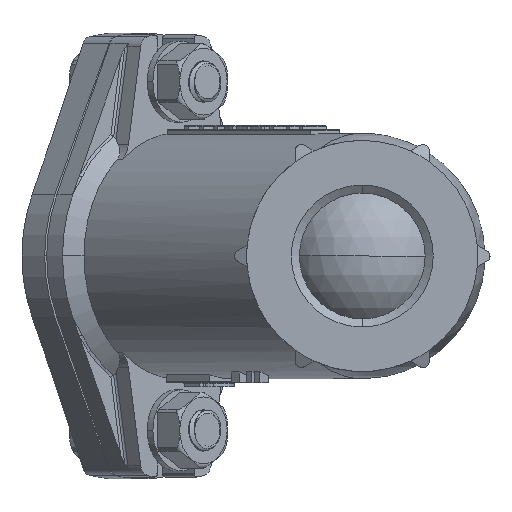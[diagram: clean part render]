
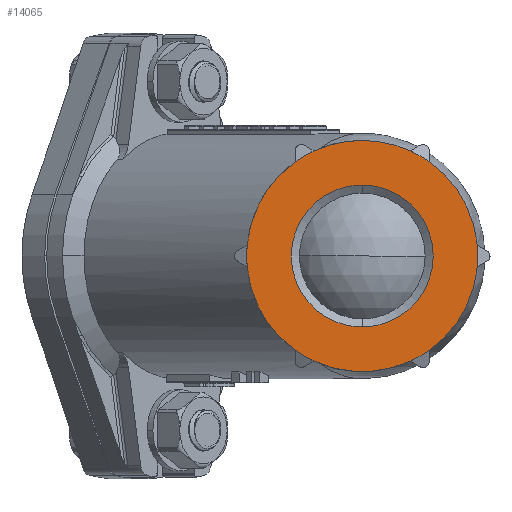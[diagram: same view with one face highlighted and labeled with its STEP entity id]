
A CAD part, left-side view. The second image highlights one B-rep face of the part: STEP entity #14065.
In plain terms, the highlighted planar face has unit normal (-1, 0, 0).
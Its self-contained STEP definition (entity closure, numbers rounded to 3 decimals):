
#110 = CARTESIAN_POINT ( 'NONE',  ( 0., 16.5, -23.238 ) ) ;
#205 = CARTESIAN_POINT ( 'NONE',  ( 0., -16.5, -23.238 ) ) ;
#297 = CARTESIAN_POINT ( 'NONE',  ( 0., 0., 28.5 ) ) ;
#349 = AXIS2_PLACEMENT_3D ( 'NONE', #19562, #28880, #22038 ) ;
#544 = EDGE_CURVE ( 'NONE', #14749, #26445, #12972, .T. ) ;
#736 = ORIENTED_EDGE ( 'NONE', *, *, #4275, .T. ) ;
#1043 = CIRCLE ( 'NONE', #19443, 28.5 ) ;
#1093 = DIRECTION ( 'NONE',  ( -1., 0., 0. ) ) ;
#1397 = DIRECTION ( 'NONE',  ( 0., 0., 1. ) ) ;
#1987 = DIRECTION ( 'NONE',  ( 0., 0., 1. ) ) ;
#2266 = CARTESIAN_POINT ( 'NONE',  ( 0., -11.875, -25.908 ) ) ;
#2333 = AXIS2_PLACEMENT_3D ( 'NONE', #6192, #3943, #23127 ) ;
#2441 = EDGE_CURVE ( 'NONE', #23937, #11311, #28855, .T. ) ;
#2605 = CARTESIAN_POINT ( 'NONE',  ( 0., 0., 17.5 ) ) ;
#2731 = EDGE_CURVE ( 'NONE', #13772, #19584, #28850, .T. ) ;
#2752 = DIRECTION ( 'NONE',  ( 0., 0., 1. ) ) ;
#3107 = AXIS2_PLACEMENT_3D ( 'NONE', #3423, #30077, #22414 ) ;
#3201 = AXIS2_PLACEMENT_3D ( 'NONE', #10937, #3522, #20929 ) ;
#3423 = CARTESIAN_POINT ( 'NONE',  ( 0., 0., 0. ) ) ;
#3522 = DIRECTION ( 'NONE',  ( -1., 0., 0. ) ) ;
#3534 = CIRCLE ( 'NONE', #3107, 28.5 ) ;
#3747 = ORIENTED_EDGE ( 'NONE', *, *, #11233, .T. ) ;
#3782 = ORIENTED_EDGE ( 'NONE', *, *, #8047, .T. ) ;
#3943 = DIRECTION ( 'NONE',  ( -1., 0., 0. ) ) ;
#4036 = CARTESIAN_POINT ( 'NONE',  ( 0., 0., 0. ) ) ;
#4274 = CIRCLE ( 'NONE', #16308, 28.5 ) ;
#4275 = EDGE_CURVE ( 'NONE', #10637, #5939, #30686, .T. ) ;
#4383 = CARTESIAN_POINT ( 'NONE',  ( 0., -11.875, 25.908 ) ) ;
#4429 = CIRCLE ( 'NONE', #7701, 28.5 ) ;
#4702 = CIRCLE ( 'NONE', #2333, 28.5 ) ;
#4820 = FACE_BOUND ( 'NONE', #30732, .T. ) ;
#5306 = DIRECTION ( 'NONE',  ( -1., 0., 0. ) ) ;
#5731 = DIRECTION ( 'NONE',  ( 0., 0., 1. ) ) ;
#5939 = VERTEX_POINT ( 'NONE', #12126 ) ;
#6192 = CARTESIAN_POINT ( 'NONE',  ( 0., 0., 0. ) ) ;
#6288 = EDGE_CURVE ( 'NONE', #18971, #16597, #28731, .T. ) ;
#6321 = CIRCLE ( 'NONE', #349, 28.5 ) ;
#6597 = CARTESIAN_POINT ( 'NONE',  ( 0., 0., 0. ) ) ;
#6882 = CARTESIAN_POINT ( 'NONE',  ( 0., 0., 0. ) ) ;
#7056 = ORIENTED_EDGE ( 'NONE', *, *, #14387, .F. ) ;
#7230 = EDGE_CURVE ( 'NONE', #16846, #28841, #23424, .T. ) ;
#7673 = CARTESIAN_POINT ( 'NONE',  ( 0., -28.375, -2.67 ) ) ;
#7701 = AXIS2_PLACEMENT_3D ( 'NONE', #13575, #1093, #15934 ) ;
#7951 = VERTEX_POINT ( 'NONE', #19808 ) ;
#8047 = EDGE_CURVE ( 'NONE', #26445, #18971, #1043, .T. ) ;
#8578 = CARTESIAN_POINT ( 'NONE',  ( 0., 0., 0. ) ) ;
#8814 = PLANE ( 'NONE',  #20058 ) ;
#8906 = CARTESIAN_POINT ( 'NONE',  ( 0., 0., 0. ) ) ;
#9487 = EDGE_LOOP ( 'NONE', ( #22936, #20702, #17344, #30625, #28543, #3782, #28371, #18870, #28282, #736, #3747, #27858, #22980 ) ) ;
#9922 = CIRCLE ( 'NONE', #14298, 28.5 ) ;
#10637 = VERTEX_POINT ( 'NONE', #13754 ) ;
#10826 = DIRECTION ( 'NONE',  ( -1., 0., 0. ) ) ;
#10937 = CARTESIAN_POINT ( 'NONE',  ( 0., 0., 0. ) ) ;
#11233 = EDGE_CURVE ( 'NONE', #5939, #13772, #4702, .T. ) ;
#11311 = VERTEX_POINT ( 'NONE', #30618 ) ;
#12126 = CARTESIAN_POINT ( 'NONE',  ( 0., -16.5, 23.238 ) ) ;
#12228 = AXIS2_PLACEMENT_3D ( 'NONE', #6597, #21323, #23516 ) ;
#12972 = CIRCLE ( 'NONE', #18063, 28.5 ) ;
#13290 = CIRCLE ( 'NONE', #22668, 28.5 ) ;
#13575 = CARTESIAN_POINT ( 'NONE',  ( 0., 0., 0. ) ) ;
#13754 = CARTESIAN_POINT ( 'NONE',  ( 0., -28.375, 2.67 ) ) ;
#13772 = VERTEX_POINT ( 'NONE', #4383 ) ;
#13995 = DIRECTION ( 'NONE',  ( 0., 0., 1. ) ) ;
#14065 = ADVANCED_FACE ( 'NONE', ( #16927, #4820 ), #8814, .T. ) ;
#14298 = AXIS2_PLACEMENT_3D ( 'NONE', #8578, #25489, #26116 ) ;
#14379 = EDGE_CURVE ( 'NONE', #17405, #10637, #4429, .T. ) ;
#14387 = EDGE_CURVE ( 'NONE', #11311, #23937, #25639, .T. ) ;
#14749 = VERTEX_POINT ( 'NONE', #110 ) ;
#15934 = DIRECTION ( 'NONE',  ( 0., 0., 1. ) ) ;
#16094 = DIRECTION ( 'NONE',  ( -1., 0., 0. ) ) ;
#16231 = CARTESIAN_POINT ( 'NONE',  ( 0., -17.5, 0. ) ) ;
#16308 = AXIS2_PLACEMENT_3D ( 'NONE', #6882, #24126, #1987 ) ;
#16597 = VERTEX_POINT ( 'NONE', #205 ) ;
#16846 = VERTEX_POINT ( 'NONE', #25822 ) ;
#16927 = FACE_OUTER_BOUND ( 'NONE', #9487, .T. ) ;
#17098 = EDGE_CURVE ( 'NONE', #7951, #25413, #3534, .T. ) ;
#17259 = DIRECTION ( 'NONE',  ( -1., 0., 0. ) ) ;
#17344 = ORIENTED_EDGE ( 'NONE', *, *, #17098, .T. ) ;
#17405 = VERTEX_POINT ( 'NONE', #7673 ) ;
#17556 = DIRECTION ( 'NONE',  ( -1., 0., 0. ) ) ;
#18063 = AXIS2_PLACEMENT_3D ( 'NONE', #29720, #17259, #2752 ) ;
#18279 = EDGE_CURVE ( 'NONE', #25413, #14749, #9922, .T. ) ;
#18332 = ORIENTED_EDGE ( 'NONE', *, *, #2441, .F. ) ;
#18870 = ORIENTED_EDGE ( 'NONE', *, *, #19247, .T. ) ;
#18971 = VERTEX_POINT ( 'NONE', #2266 ) ;
#19247 = EDGE_CURVE ( 'NONE', #16597, #17405, #13290, .T. ) ;
#19443 = AXIS2_PLACEMENT_3D ( 'NONE', #20243, #5306, #5731 ) ;
#19562 = CARTESIAN_POINT ( 'NONE',  ( 0., 0., 0. ) ) ;
#19584 = VERTEX_POINT ( 'NONE', #297 ) ;
#19808 = CARTESIAN_POINT ( 'NONE',  ( 0., 28.375, 2.67 ) ) ;
#20058 = AXIS2_PLACEMENT_3D ( 'NONE', #16231, #23646, #1397 ) ;
#20243 = CARTESIAN_POINT ( 'NONE',  ( 0., 0., 0. ) ) ;
#20405 = CARTESIAN_POINT ( 'NONE',  ( 0., 11.875, -25.908 ) ) ;
#20702 = ORIENTED_EDGE ( 'NONE', *, *, #27425, .T. ) ;
#20929 = DIRECTION ( 'NONE',  ( 0., 0., 1. ) ) ;
#21323 = DIRECTION ( 'NONE',  ( -1., 0., 0. ) ) ;
#22038 = DIRECTION ( 'NONE',  ( 0., 0., 1. ) ) ;
#22086 = AXIS2_PLACEMENT_3D ( 'NONE', #31140, #30928, #13995 ) ;
#22154 = DIRECTION ( 'NONE',  ( 0., 0., 1. ) ) ;
#22414 = DIRECTION ( 'NONE',  ( 0., 0., 1. ) ) ;
#22568 = EDGE_CURVE ( 'NONE', #19584, #16846, #4274, .T. ) ;
#22668 = AXIS2_PLACEMENT_3D ( 'NONE', #4036, #10826, #30613 ) ;
#22936 = ORIENTED_EDGE ( 'NONE', *, *, #7230, .T. ) ;
#22980 = ORIENTED_EDGE ( 'NONE', *, *, #22568, .T. ) ;
#23127 = DIRECTION ( 'NONE',  ( 0., 0., 1. ) ) ;
#23410 = AXIS2_PLACEMENT_3D ( 'NONE', #24664, #17556, #22154 ) ;
#23424 = CIRCLE ( 'NONE', #26720, 28.5 ) ;
#23516 = DIRECTION ( 'NONE',  ( 0., 0., 1. ) ) ;
#23646 = DIRECTION ( 'NONE',  ( -1., 0., 0. ) ) ;
#23937 = VERTEX_POINT ( 'NONE', #2605 ) ;
#24126 = DIRECTION ( 'NONE',  ( -1., 0., 0. ) ) ;
#24664 = CARTESIAN_POINT ( 'NONE',  ( 0., 0., 0. ) ) ;
#25413 = VERTEX_POINT ( 'NONE', #25826 ) ;
#25489 = DIRECTION ( 'NONE',  ( -1., 0., 0. ) ) ;
#25625 = CARTESIAN_POINT ( 'NONE',  ( 0., 16.5, 23.238 ) ) ;
#25639 = CIRCLE ( 'NONE', #3201, 17.5 ) ;
#25803 = DIRECTION ( 'NONE',  ( 0., 0., 1. ) ) ;
#25822 = CARTESIAN_POINT ( 'NONE',  ( 0., 11.875, 25.908 ) ) ;
#25826 = CARTESIAN_POINT ( 'NONE',  ( 0., 28.375, -2.67 ) ) ;
#26116 = DIRECTION ( 'NONE',  ( 0., 0., 1. ) ) ;
#26445 = VERTEX_POINT ( 'NONE', #20405 ) ;
#26720 = AXIS2_PLACEMENT_3D ( 'NONE', #8906, #28357, #30479 ) ;
#27425 = EDGE_CURVE ( 'NONE', #28841, #7951, #6321, .T. ) ;
#27858 = ORIENTED_EDGE ( 'NONE', *, *, #2731, .T. ) ;
#28282 = ORIENTED_EDGE ( 'NONE', *, *, #14379, .T. ) ;
#28357 = DIRECTION ( 'NONE',  ( -1., 0., 0. ) ) ;
#28371 = ORIENTED_EDGE ( 'NONE', *, *, #6288, .T. ) ;
#28543 = ORIENTED_EDGE ( 'NONE', *, *, #544, .T. ) ;
#28731 = CIRCLE ( 'NONE', #22086, 28.5 ) ;
#28841 = VERTEX_POINT ( 'NONE', #25625 ) ;
#28850 = CIRCLE ( 'NONE', #12228, 28.5 ) ;
#28855 = CIRCLE ( 'NONE', #23410, 17.5 ) ;
#28880 = DIRECTION ( 'NONE',  ( -1., 0., 0. ) ) ;
#29720 = CARTESIAN_POINT ( 'NONE',  ( 0., 0., 0. ) ) ;
#30077 = DIRECTION ( 'NONE',  ( -1., 0., 0. ) ) ;
#30479 = DIRECTION ( 'NONE',  ( 0., 0., 1. ) ) ;
#30529 = AXIS2_PLACEMENT_3D ( 'NONE', #30784, #16094, #25803 ) ;
#30613 = DIRECTION ( 'NONE',  ( 0., 0., 1. ) ) ;
#30618 = CARTESIAN_POINT ( 'NONE',  ( 0., 0., -17.5 ) ) ;
#30625 = ORIENTED_EDGE ( 'NONE', *, *, #18279, .T. ) ;
#30686 = CIRCLE ( 'NONE', #30529, 28.5 ) ;
#30732 = EDGE_LOOP ( 'NONE', ( #18332, #7056 ) ) ;
#30784 = CARTESIAN_POINT ( 'NONE',  ( 0., 0., 0. ) ) ;
#30928 = DIRECTION ( 'NONE',  ( -1., 0., 0. ) ) ;
#31140 = CARTESIAN_POINT ( 'NONE',  ( 0., 0., 0. ) ) ;
